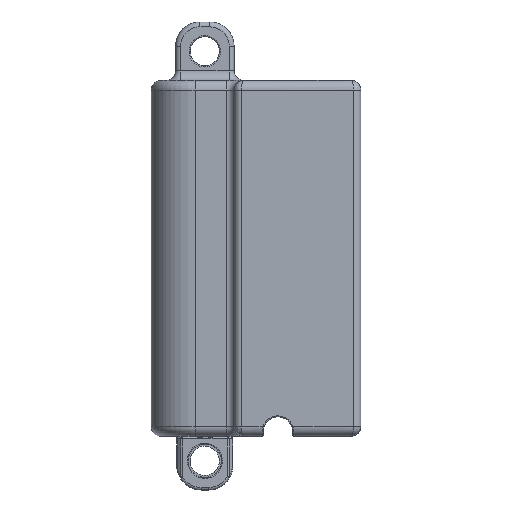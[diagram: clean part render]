
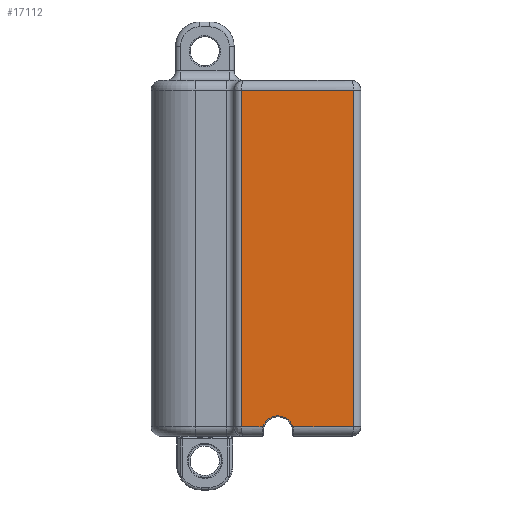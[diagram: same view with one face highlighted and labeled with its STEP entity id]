
A CAD part, front view. The second image highlights one B-rep face of the part: STEP entity #17112.
In plain terms, the highlighted planar face has unit normal (0, -1, 0).
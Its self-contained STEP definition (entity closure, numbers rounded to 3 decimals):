
#56 = CARTESIAN_POINT ( 'NONE',  ( 11.48, 0., -41.5 ) ) ;
#153 = DIRECTION ( 'NONE',  ( 0., 0., -1. ) ) ;
#235 = CARTESIAN_POINT ( 'NONE',  ( 14.52, 0., -41.5 ) ) ;
#618 = PLANE ( 'NONE',  #9620 ) ;
#677 = CARTESIAN_POINT ( 'NONE',  ( 9.25, 0., -18.493 ) ) ;
#864 = VERTEX_POINT ( 'NONE', #235 ) ;
#1302 = CARTESIAN_POINT ( 'NONE',  ( 9.25, 0., -6.99 ) ) ;
#1883 = CARTESIAN_POINT ( 'NONE',  ( 20.75, 0., -18.493 ) ) ;
#2192 = CARTESIAN_POINT ( 'NONE',  ( 14.209, 0., -40.9 ) ) ;
#2402 = CARTESIAN_POINT ( 'NONE',  ( 11.48, 0., -41.5 ) ) ;
#3635 = B_SPLINE_CURVE_WITH_KNOTS ( 'NONE', 3,
 ( #1302, #677, #29559, #14960 ),
 .UNSPECIFIED., .F., .F.,
 ( 4, 4 ),
 ( 0., 1. ),
 .UNSPECIFIED. ) ;
#3769 = ORIENTED_EDGE ( 'NONE', *, *, #22302, .T. ) ;
#4230 = CARTESIAN_POINT ( 'NONE',  ( 20.75, 0., -41.5 ) ) ;
#4372 = CARTESIAN_POINT ( 'NONE',  ( 11.585, 0., -41.183 ) ) ;
#4692 = CARTESIAN_POINT ( 'NONE',  ( 13.667, 0., -40.508 ) ) ;
#4761 = VERTEX_POINT ( 'NONE', #17413 ) ;
#5481 = DIRECTION ( 'NONE',  ( 0., -1., 0. ) ) ;
#6865 = VERTEX_POINT ( 'NONE', #11882 ) ;
#7372 = FACE_OUTER_BOUND ( 'NONE', #23838, .T. ) ;
#8826 = CARTESIAN_POINT ( 'NONE',  ( 18.673, 0., -41.5 ) ) ;
#9004 = ORIENTED_EDGE ( 'NONE', *, *, #9371, .T. ) ;
#9371 = EDGE_CURVE ( 'NONE', #19436, #4761, #3635, .T. ) ;
#9494 = EDGE_CURVE ( 'NONE', #864, #6865, #18196, .T. ) ;
#9620 = AXIS2_PLACEMENT_3D ( 'NONE', #22275, #5481, #153 ) ;
#10544 = ORIENTED_EDGE ( 'NONE', *, *, #20823, .T. ) ;
#11322 = CARTESIAN_POINT ( 'NONE',  ( 9.993, 0., -41.5 ) ) ;
#11749 = CARTESIAN_POINT ( 'NONE',  ( 12.333, 0., -40.508 ) ) ;
#11882 = CARTESIAN_POINT ( 'NONE',  ( 20.75, 0., -41.5 ) ) ;
#13224 = B_SPLINE_CURVE_WITH_KNOTS ( 'NONE', 3,
 ( #21397, #11322, #27967, #2402 ),
 .UNSPECIFIED., .F., .F.,
 ( 4, 4 ),
 ( 0., 1. ),
 .UNSPECIFIED. ) ;
#13792 = CARTESIAN_POINT ( 'NONE',  ( 20.75, 0., -29.997 ) ) ;
#13955 = CARTESIAN_POINT ( 'NONE',  ( 20.75, 0., -6.99 ) ) ;
#13989 = CARTESIAN_POINT ( 'NONE',  ( 9.25, 0., -6.99 ) ) ;
#14600 = CARTESIAN_POINT ( 'NONE',  ( 13.083, 0., -6.99 ) ) ;
#14960 = CARTESIAN_POINT ( 'NONE',  ( 9.25, 0., -41.5 ) ) ;
#15210 = ORIENTED_EDGE ( 'NONE', *, *, #9494, .T. ) ;
#15695 = CARTESIAN_POINT ( 'NONE',  ( 20.75, 0., -6.99 ) ) ;
#16220 = CARTESIAN_POINT ( 'NONE',  ( 20.75, 0., -41.5 ) ) ;
#16326 = CARTESIAN_POINT ( 'NONE',  ( 13.334, 0., -40.4 ) ) ;
#16375 = CARTESIAN_POINT ( 'NONE',  ( 14.52, 0., -41.5 ) ) ;
#16477 = CARTESIAN_POINT ( 'NONE',  ( 14.52, 0., -41.5 ) ) ;
#16786 = CARTESIAN_POINT ( 'NONE',  ( 14.415, 0., -41.183 ) ) ;
#16882 = ORIENTED_EDGE ( 'NONE', *, *, #21138, .F. ) ;
#17112 = ADVANCED_FACE ( 'NONE', ( #7372 ), #618, .T. ) ;
#17413 = CARTESIAN_POINT ( 'NONE',  ( 9.25, 0., -41.5 ) ) ;
#17817 = VERTEX_POINT ( 'NONE', #56 ) ;
#18196 = B_SPLINE_CURVE_WITH_KNOTS ( 'NONE', 3,
 ( #16375, #27962, #8826, #16220 ),
 .UNSPECIFIED., .F., .F.,
 ( 4, 4 ),
 ( 0., 1. ),
 .UNSPECIFIED. ) ;
#19436 = VERTEX_POINT ( 'NONE', #29263 ) ;
#19548 = B_SPLINE_CURVE_WITH_KNOTS ( 'NONE', 3,
 ( #28588, #23564, #14600, #13989 ),
 .UNSPECIFIED., .F., .F.,
 ( 4, 4 ),
 ( 0., 1. ),
 .UNSPECIFIED. ) ;
#20823 = EDGE_CURVE ( 'NONE', #21961, #19436, #19548, .T. ) ;
#21138 = EDGE_CURVE ( 'NONE', #864, #17817, #28532, .T. ) ;
#21397 = CARTESIAN_POINT ( 'NONE',  ( 9.25, 0., -41.5 ) ) ;
#21961 = VERTEX_POINT ( 'NONE', #15695 ) ;
#22275 = CARTESIAN_POINT ( 'NONE',  ( 0., 0., -42.5 ) ) ;
#22302 = EDGE_CURVE ( 'NONE', #6865, #21961, #29524, .T. ) ;
#23524 = CARTESIAN_POINT ( 'NONE',  ( 11.48, 0., -41.5 ) ) ;
#23564 = CARTESIAN_POINT ( 'NONE',  ( 16.917, 0., -6.99 ) ) ;
#23838 = EDGE_LOOP ( 'NONE', ( #26309, #16882, #15210, #3769, #10544, #9004 ) ) ;
#25871 = CARTESIAN_POINT ( 'NONE',  ( 12.666, 0., -40.4 ) ) ;
#26183 = CARTESIAN_POINT ( 'NONE',  ( 11.791, 0., -40.9 ) ) ;
#26309 = ORIENTED_EDGE ( 'NONE', *, *, #29591, .T. ) ;
#27962 = CARTESIAN_POINT ( 'NONE',  ( 16.597, 0., -41.5 ) ) ;
#27967 = CARTESIAN_POINT ( 'NONE',  ( 10.737, 0., -41.5 ) ) ;
#28532 = B_SPLINE_CURVE_WITH_KNOTS ( 'NONE', 3,
 ( #16477, #16786, #2192, #4692, #16326, #25871, #11749, #26183, #4372, #23524 ),
 .UNSPECIFIED., .F., .F.,
 ( 4, 2, 2, 2, 4 ),
 ( 0., 0.25, 0.5, 0.75, 1. ),
 .UNSPECIFIED. ) ;
#28588 = CARTESIAN_POINT ( 'NONE',  ( 20.75, 0., -6.99 ) ) ;
#29263 = CARTESIAN_POINT ( 'NONE',  ( 9.25, 0., -6.99 ) ) ;
#29524 = B_SPLINE_CURVE_WITH_KNOTS ( 'NONE', 3,
 ( #4230, #13792, #1883, #13955 ),
 .UNSPECIFIED., .F., .F.,
 ( 4, 4 ),
 ( 0., 1. ),
 .UNSPECIFIED. ) ;
#29559 = CARTESIAN_POINT ( 'NONE',  ( 9.25, 0., -29.997 ) ) ;
#29591 = EDGE_CURVE ( 'NONE', #4761, #17817, #13224, .T. ) ;
